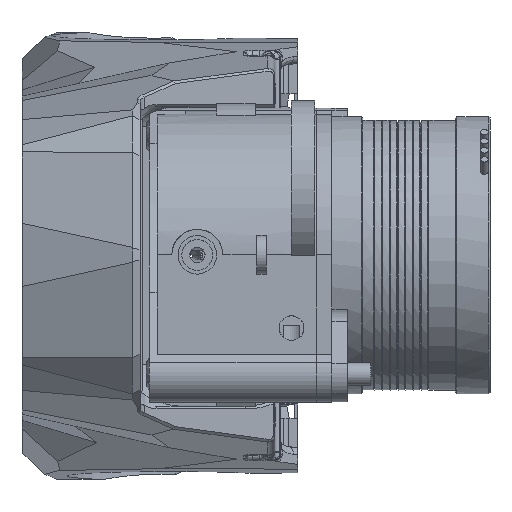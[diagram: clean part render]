
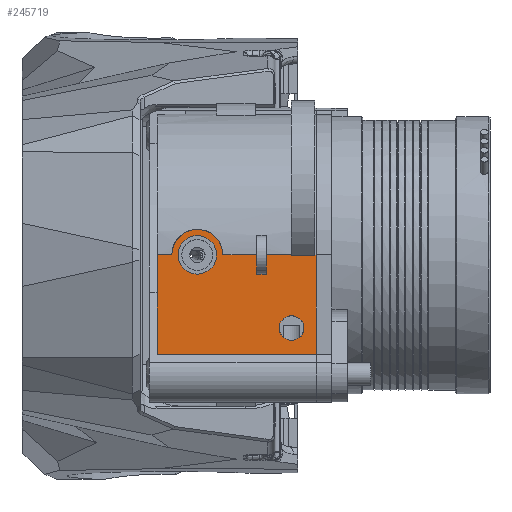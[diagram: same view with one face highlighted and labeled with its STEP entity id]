
A CAD part, top view. The second image highlights one B-rep face of the part: STEP entity #245719.
In plain terms, the highlighted planar face has unit normal (0, 0, 1).
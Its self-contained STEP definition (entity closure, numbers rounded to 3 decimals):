
#243894=CARTESIAN_POINT('',(10.89,0.,112.05));
#243895=VERTEX_POINT('',#243894);
#243903=CARTESIAN_POINT('',(10.89,-2.5,112.05));
#243904=VERTEX_POINT('',#243903);
#243905=CARTESIAN_POINT('',(10.89,-2.5,112.05));
#243906=DIRECTION('',(-0.,1.,-0.));
#243907=VECTOR('',#243906,2.5);
#243908=LINE('',#243905,#243907);
#243909=EDGE_CURVE('NONE',#243904,#243895,#243908,.T.);
#243936=CARTESIAN_POINT('',(12.14,-2.5,112.05));
#243937=VERTEX_POINT('',#243936);
#243944=CARTESIAN_POINT('',(12.14,0.,112.05));
#243945=VERTEX_POINT('',#243944);
#243946=CARTESIAN_POINT('',(12.14,-2.5,112.05));
#243947=DIRECTION('',(-0.,1.,-0.));
#243948=VECTOR('',#243947,2.5);
#243949=LINE('',#243946,#243948);
#243950=EDGE_CURVE('',#243937,#243945,#243949,.T.);
#244734=CARTESIAN_POINT('',(0.69,0.,112.05));
#244735=VERTEX_POINT('',#244734);
#244744=CARTESIAN_POINT('',(5.69,0.,112.05));
#244745=VERTEX_POINT('',#244744);
#244746=CARTESIAN_POINT('',(3.19,0.,112.05));
#244747=DIRECTION('',(0.,0.,1.));
#244748=DIRECTION('',(1.,0.,-0.));
#244749=AXIS2_PLACEMENT_3D('',#244746,#244747,#244748);
#244750=CIRCLE('',#244749,2.5);
#244751=EDGE_CURVE('NONE',#244735,#244745,#244750,.T.);
#244753=CARTESIAN_POINT('',(3.19,0.,112.05));
#244754=DIRECTION('',(0.,0.,1.));
#244755=DIRECTION('',(1.,0.,-0.));
#244756=AXIS2_PLACEMENT_3D('',#244753,#244754,#244755);
#244757=CIRCLE('',#244756,2.5);
#244758=EDGE_CURVE('NONE',#244745,#244735,#244757,.T.);
#245331=CARTESIAN_POINT('',(18.39,0.,112.05));
#245332=VERTEX_POINT('',#245331);
#245340=CARTESIAN_POINT('',(18.64,0.,112.05));
#245341=VERTEX_POINT('',#245340);
#245342=CARTESIAN_POINT('',(18.64,0.,112.05));
#245343=DIRECTION('',(-1.,0.,0.));
#245344=VECTOR('',#245343,0.25);
#245345=LINE('',#245342,#245344);
#245346=EDGE_CURVE('NONE',#245341,#245332,#245345,.T.);
#245416=CARTESIAN_POINT('',(-2.01,0.,112.05));
#245417=VERTEX_POINT('',#245416);
#245425=CARTESIAN_POINT('',(-0.11,0.,112.05));
#245426=VERTEX_POINT('',#245425);
#245427=CARTESIAN_POINT('',(-0.11,0.,112.05));
#245428=DIRECTION('',(-1.,0.,0.));
#245429=VECTOR('',#245428,1.9);
#245430=LINE('',#245427,#245429);
#245431=EDGE_CURVE('NONE',#245426,#245417,#245430,.T.);
#245433=CARTESIAN_POINT('',(6.49,0.,112.05));
#245434=VERTEX_POINT('',#245433);
#245499=CARTESIAN_POINT('',(10.89,0.,112.05));
#245500=DIRECTION('',(-1.,0.,0.));
#245501=VECTOR('',#245500,4.4);
#245502=LINE('',#245499,#245501);
#245503=EDGE_CURVE('NONE',#243895,#245434,#245502,.T.);
#245513=CARTESIAN_POINT('',(15.39,0.,112.05));
#245514=VERTEX_POINT('',#245513);
#245515=CARTESIAN_POINT('',(15.39,0.,112.05));
#245516=DIRECTION('',(-1.,0.,0.));
#245517=VECTOR('',#245516,3.25);
#245518=LINE('',#245515,#245517);
#245519=EDGE_CURVE('NONE',#245514,#243945,#245518,.T.);
#245625=CARTESIAN_POINT('',(74.663,-12.879,112.05));
#245626=DIRECTION('',(0.,0.,1.));
#245627=DIRECTION('',(-1.,0.,0.));
#245628=AXIS2_PLACEMENT_3D('',#245625,#245626,#245627);
#245629=PLANE('',#245628);
#245630=CARTESIAN_POINT('',(10.89,-2.5,112.05));
#245631=DIRECTION('',(1.,-0.,-0.));
#245632=VECTOR('',#245631,1.25);
#245633=LINE('',#245630,#245632);
#245634=EDGE_CURVE('',#243904,#243937,#245633,.T.);
#245635=ORIENTED_EDGE('',*,*,#245634,.F.);
#245636=ORIENTED_EDGE('',*,*,#243909,.T.);
#245637=ORIENTED_EDGE('',*,*,#245503,.T.);
#245638=CARTESIAN_POINT('',(3.19,0.,112.05));
#245639=DIRECTION('',(0.,0.,1.));
#245640=DIRECTION('',(1.,0.,-0.));
#245641=AXIS2_PLACEMENT_3D('',#245638,#245639,#245640);
#245642=CIRCLE('',#245641,3.3);
#245643=EDGE_CURVE('NONE',#245434,#245426,#245642,.T.);
#245644=ORIENTED_EDGE('',*,*,#245643,.T.);
#245645=ORIENTED_EDGE('',*,*,#245431,.T.);
#245646=CARTESIAN_POINT('',(-2.01,-12.879,112.05));
#245647=VERTEX_POINT('',#245646);
#245648=CARTESIAN_POINT('',(-2.01,-12.879,112.05));
#245649=DIRECTION('',(-0.,1.,-0.));
#245650=VECTOR('',#245649,12.879);
#245651=LINE('',#245648,#245650);
#245652=EDGE_CURVE('NONE',#245647,#245417,#245651,.T.);
#245653=ORIENTED_EDGE('',*,*,#245652,.F.);
#245654=CARTESIAN_POINT('',(18.64,-12.879,112.05));
#245655=VERTEX_POINT('',#245654);
#245656=CARTESIAN_POINT('',(18.64,-12.879,112.05));
#245657=DIRECTION('',(-1.,0.,0.));
#245658=VECTOR('',#245657,20.65);
#245659=LINE('',#245656,#245658);
#245660=EDGE_CURVE('NONE',#245655,#245647,#245659,.T.);
#245661=ORIENTED_EDGE('',*,*,#245660,.F.);
#245662=CARTESIAN_POINT('',(18.64,-12.879,112.05));
#245663=DIRECTION('',(-0.,1.,-0.));
#245664=VECTOR('',#245663,12.879);
#245665=LINE('',#245662,#245664);
#245666=EDGE_CURVE('NONE',#245655,#245341,#245665,.T.);
#245667=ORIENTED_EDGE('',*,*,#245666,.T.);
#245668=ORIENTED_EDGE('',*,*,#245346,.T.);
#245669=CARTESIAN_POINT('',(18.39,-0.044,112.05));
#245670=VERTEX_POINT('',#245669);
#245671=CARTESIAN_POINT('',(18.39,0.,112.05));
#245672=DIRECTION('',(0.,-1.,0.));
#245673=VECTOR('',#245672,0.044);
#245674=LINE('',#245671,#245673);
#245675=EDGE_CURVE('NONE',#245332,#245670,#245674,.T.);
#245676=ORIENTED_EDGE('',*,*,#245675,.T.);
#245677=CARTESIAN_POINT('',(15.39,-0.044,112.05));
#245678=VERTEX_POINT('',#245677);
#245679=CARTESIAN_POINT('',(15.39,-0.044,112.05));
#245680=DIRECTION('',(1.,-0.,-0.));
#245681=VECTOR('',#245680,3.);
#245682=LINE('',#245679,#245681);
#245683=EDGE_CURVE('NONE',#245678,#245670,#245682,.T.);
#245684=ORIENTED_EDGE('',*,*,#245683,.F.);
#245685=CARTESIAN_POINT('',(15.39,0.,112.05));
#245686=DIRECTION('',(0.,-1.,0.));
#245687=VECTOR('',#245686,0.044);
#245688=LINE('',#245685,#245687);
#245689=EDGE_CURVE('NONE',#245514,#245678,#245688,.T.);
#245690=ORIENTED_EDGE('',*,*,#245689,.F.);
#245691=ORIENTED_EDGE('',*,*,#245519,.T.);
#245692=ORIENTED_EDGE('',*,*,#243950,.F.);
#245693=EDGE_LOOP('',(#245635,#245636,#245637,#245644,#245645,#245653,#245661,#245667,#245668,#245676,#245684,#245690,#245691,#245692));
#245694=FACE_BOUND('',#245693,.T.);
#245695=ORIENTED_EDGE('',*,*,#244751,.F.);
#245696=ORIENTED_EDGE('',*,*,#244758,.F.);
#245697=EDGE_LOOP('',(#245695,#245696));
#245698=FACE_BOUND('',#245697,.T.);
#245699=CARTESIAN_POINT('',(13.815,-9.5,112.05));
#245700=VERTEX_POINT('',#245699);
#245701=CARTESIAN_POINT('',(17.015,-9.5,112.05));
#245702=VERTEX_POINT('',#245701);
#245703=CARTESIAN_POINT('',(15.415,-9.5,112.05));
#245704=DIRECTION('',(0.,0.,1.));
#245705=DIRECTION('',(1.,0.,-0.));
#245706=AXIS2_PLACEMENT_3D('',#245703,#245704,#245705);
#245707=CIRCLE('',#245706,1.6);
#245708=EDGE_CURVE('NONE',#245700,#245702,#245707,.T.);
#245709=ORIENTED_EDGE('',*,*,#245708,.F.);
#245710=CARTESIAN_POINT('',(15.415,-9.5,112.05));
#245711=DIRECTION('',(0.,0.,1.));
#245712=DIRECTION('',(1.,0.,-0.));
#245713=AXIS2_PLACEMENT_3D('',#245710,#245711,#245712);
#245714=CIRCLE('',#245713,1.6);
#245715=EDGE_CURVE('NONE',#245702,#245700,#245714,.T.);
#245716=ORIENTED_EDGE('',*,*,#245715,.F.);
#245717=EDGE_LOOP('',(#245709,#245716));
#245718=FACE_BOUND('',#245717,.T.);
#245719=ADVANCED_FACE('NONE',(#245694,#245698,#245718),#245629,.T.);
